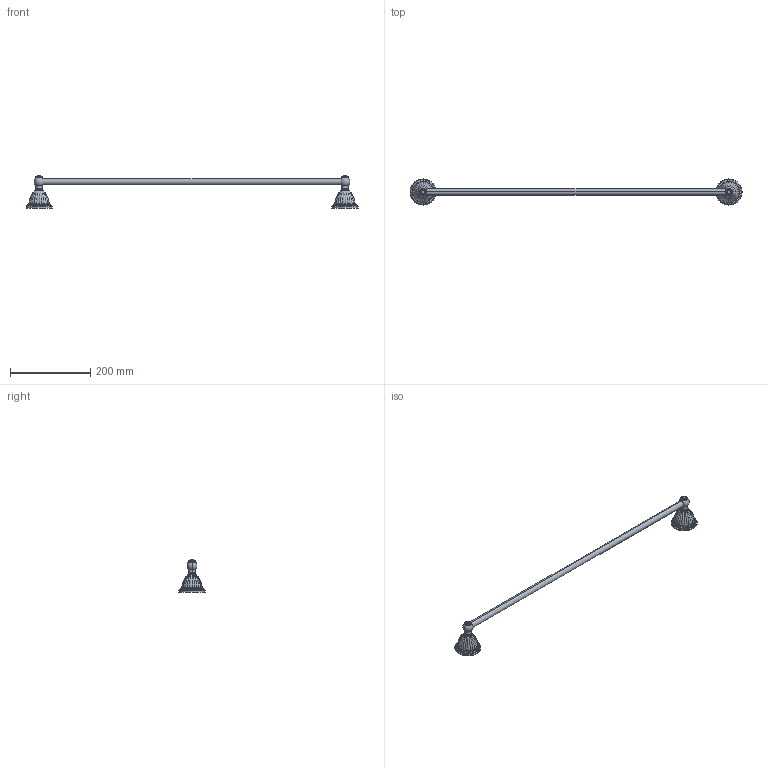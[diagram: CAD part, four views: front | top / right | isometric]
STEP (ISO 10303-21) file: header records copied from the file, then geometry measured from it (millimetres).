
FILE_DESCRIPTION((''),'2;1');
FILE_NAME('22-03_WEB','2010-08-19T',('ramkumar'),(''),'PRO/ENGINEER BY PARAMETRIC TECHNOLOGY CORPORATION, 2009300','PRO/ENGINEER BY PARAMETRIC TECHNOLOGY CORPORATION, 2009300','');
FILE_SCHEMA(('CONFIG_CONTROL_DESIGN'));
Length unit declared in the file: inch
Products named in the file (1): 22-03_WEB
Bounding box: 829.87 x 65.28 x 80.39 mm (x, y, z)
Surface area: 71720.7 mm2 (no closed solid volume)
Topology: 0 solids, 15 shells, 330 faces, 1160 edges, 680 vertices
Faces by surface type: sphere 160, plane 60, bspline 60, torus 20, cylinder 18, cone 12
Entity records: 17536 total; most frequent: CARTESIAN_POINT 9600, ORIENTED_EDGE 1776, DIRECTION 1390, EDGE_CURVE 1004, VERTEX_POINT 680, AXIS2_PLACEMENT_3D 678, B_SPLINE_CURVE_WITH_KNOTS 562, CIRCLE 408
